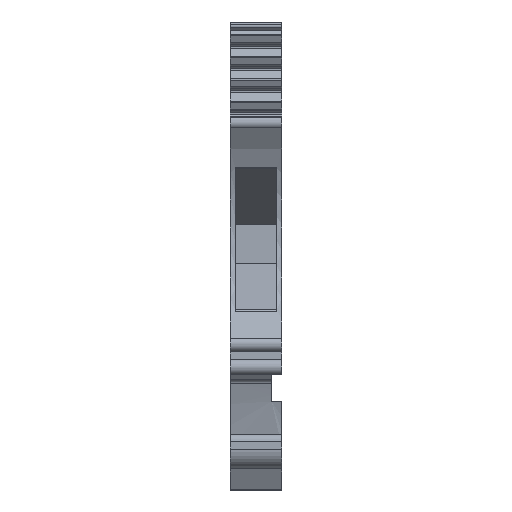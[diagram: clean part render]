
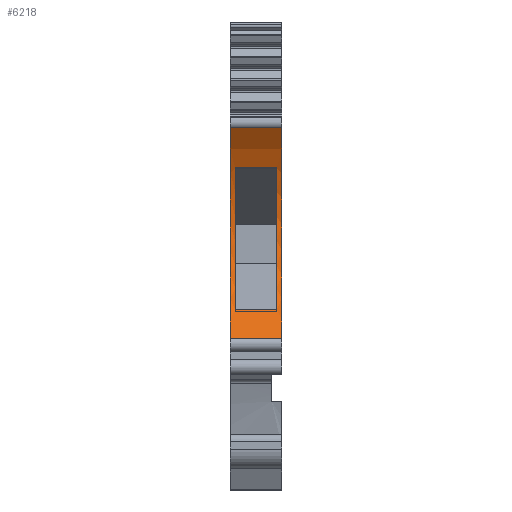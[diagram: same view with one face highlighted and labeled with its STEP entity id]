
A CAD part, front view. The second image highlights one B-rep face of the part: STEP entity #6218.
In plain terms, the highlighted cylindrical face has radius 15.05 mm (diameter 30.1 mm), a partial arc.
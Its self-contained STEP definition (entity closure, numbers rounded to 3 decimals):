
#1293=AXIS2_PLACEMENT_3D('Circle Axis2P3D',#1291,#1292,$) ;
#6164=AXIS2_PLACEMENT_3D('Cylinder Axis2P3D',#6161,#6162,#6163) ;
#6168=AXIS2_PLACEMENT_3D('Circle Axis2P3D',#6166,#6167,$) ;
#6186=AXIS2_PLACEMENT_3D('Circle Axis2P3D',#6184,#6185,$) ;
#6202=AXIS2_PLACEMENT_3D('Circle Axis2P3D',#6200,#6201,$) ;
#1288=CARTESIAN_POINT('Vertex',(5.1,6.168,35.829)) ;
#1291=CARTESIAN_POINT('Axis2P3D Location',(5.1,-5.548,26.382)) ;
#1295=CARTESIAN_POINT('Vertex',(5.1,4.263,14.969)) ;
#6146=CARTESIAN_POINT('Vertex',(0.,6.168,35.829)) ;
#6149=CARTESIAN_POINT('Line Origine',(5.1,6.168,35.829)) ;
#6161=CARTESIAN_POINT('Axis2P3D Location',(5.1,-5.548,26.382)) ;
#6166=CARTESIAN_POINT('Axis2P3D Location',(0.,-5.548,26.382)) ;
#6170=CARTESIAN_POINT('Vertex',(0.,4.263,14.969)) ;
#6173=CARTESIAN_POINT('Line Origine',(5.1,4.263,14.969)) ;
#6184=CARTESIAN_POINT('Axis2P3D Location',(4.6,-5.548,26.382)) ;
#6188=CARTESIAN_POINT('Vertex',(4.6,6.821,17.807)) ;
#6190=CARTESIAN_POINT('Vertex',(4.6,8.495,31.794)) ;
#6193=CARTESIAN_POINT('Line Origine',(5.1,6.821,17.807)) ;
#6197=CARTESIAN_POINT('Vertex',(0.5,6.821,17.807)) ;
#6200=CARTESIAN_POINT('Axis2P3D Location',(0.5,-5.548,26.382)) ;
#6204=CARTESIAN_POINT('Vertex',(0.5,8.495,31.794)) ;
#6207=CARTESIAN_POINT('Line Origine',(5.1,8.495,31.794)) ;
#1292=DIRECTION('Axis2P3D Direction',(1.,0.,0.)) ;
#6150=DIRECTION('Vector Direction',(1.,0.,0.)) ;
#6162=DIRECTION('Axis2P3D Direction',(1.,0.,0.)) ;
#6163=DIRECTION('Axis2P3D XDirection',(0.,0.,-1.)) ;
#6167=DIRECTION('Axis2P3D Direction',(1.,0.,0.)) ;
#6174=DIRECTION('Vector Direction',(1.,0.,0.)) ;
#6185=DIRECTION('Axis2P3D Direction',(1.,0.,0.)) ;
#6194=DIRECTION('Vector Direction',(1.,0.,0.)) ;
#6201=DIRECTION('Axis2P3D Direction',(1.,0.,0.)) ;
#6208=DIRECTION('Vector Direction',(1.,0.,0.)) ;
#6151=VECTOR('Line Direction',#6150,1.) ;
#6175=VECTOR('Line Direction',#6174,1.) ;
#6195=VECTOR('Line Direction',#6194,1.) ;
#6209=VECTOR('Line Direction',#6208,1.) ;
#6179=ORIENTED_EDGE('',*,*,#6172,.F.) ;
#6180=ORIENTED_EDGE('',*,*,#6177,.F.) ;
#6181=ORIENTED_EDGE('',*,*,#1297,.T.) ;
#6182=ORIENTED_EDGE('',*,*,#6153,.T.) ;
#6213=ORIENTED_EDGE('',*,*,#6192,.F.) ;
#6214=ORIENTED_EDGE('',*,*,#6199,.T.) ;
#6215=ORIENTED_EDGE('',*,*,#6206,.T.) ;
#6216=ORIENTED_EDGE('',*,*,#6211,.T.) ;
#6217=FACE_BOUND('',#6212,.T.) ;
#6218=ADVANCED_FACE('HI_WDU 2.5 1020000000',(#6183,#6217),#6165,.F.) ;
#1294=CIRCLE('generated circle',#1293,15.05) ;
#6169=CIRCLE('generated circle',#6168,15.05) ;
#6187=CIRCLE('generated circle',#6186,15.05) ;
#6203=CIRCLE('generated circle',#6202,15.05) ;
#6165=CYLINDRICAL_SURFACE('generated cylinder',#6164,15.05) ;
#1297=EDGE_CURVE('',#1296,#1289,#1294,.T.) ;
#6153=EDGE_CURVE('',#1289,#6147,#6152,.F.) ;
#6172=EDGE_CURVE('',#6171,#6147,#6169,.T.) ;
#6177=EDGE_CURVE('',#1296,#6171,#6176,.F.) ;
#6192=EDGE_CURVE('',#6189,#6191,#6187,.T.) ;
#6199=EDGE_CURVE('',#6189,#6198,#6196,.F.) ;
#6206=EDGE_CURVE('',#6198,#6205,#6203,.T.) ;
#6211=EDGE_CURVE('',#6205,#6191,#6210,.T.) ;
#6178=EDGE_LOOP('',(#6179,#6180,#6181,#6182)) ;
#6212=EDGE_LOOP('',(#6213,#6214,#6215,#6216)) ;
#6183=FACE_OUTER_BOUND('',#6178,.T.) ;
#6152=LINE('Line',#6149,#6151) ;
#6176=LINE('Line',#6173,#6175) ;
#6196=LINE('Line',#6193,#6195) ;
#6210=LINE('Line',#6207,#6209) ;
#1289=VERTEX_POINT('',#1288) ;
#1296=VERTEX_POINT('',#1295) ;
#6147=VERTEX_POINT('',#6146) ;
#6171=VERTEX_POINT('',#6170) ;
#6189=VERTEX_POINT('',#6188) ;
#6191=VERTEX_POINT('',#6190) ;
#6198=VERTEX_POINT('',#6197) ;
#6205=VERTEX_POINT('',#6204) ;
